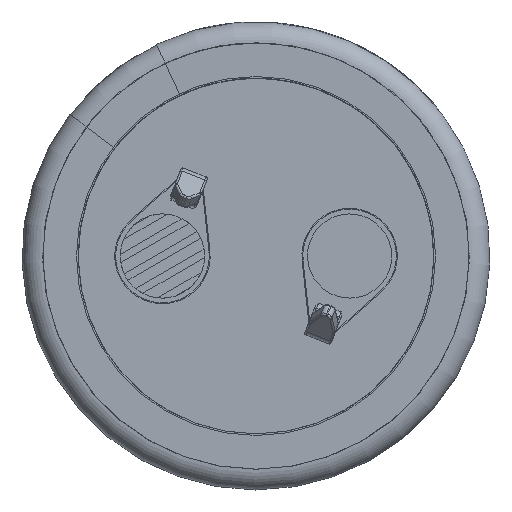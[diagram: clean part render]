
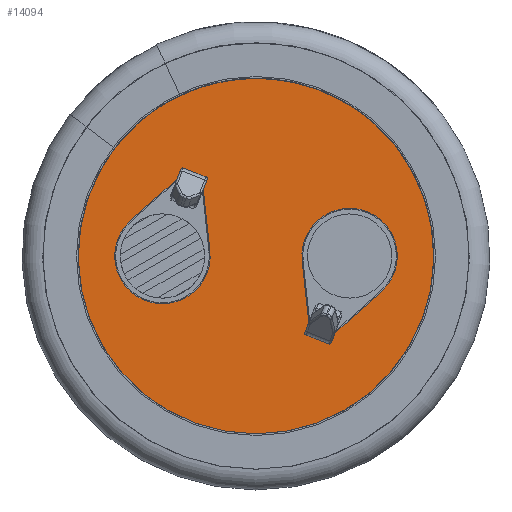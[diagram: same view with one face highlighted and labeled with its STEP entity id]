
A CAD part, front view. The second image highlights one B-rep face of the part: STEP entity #14094.
In plain terms, the highlighted planar face has unit normal (0, -1, 0).
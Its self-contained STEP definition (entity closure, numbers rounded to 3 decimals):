
#892=LINE('',#18181,#1542);
#893=LINE('',#18184,#1543);
#894=LINE('',#18186,#1544);
#895=LINE('',#18189,#1545);
#896=LINE('',#18192,#1546);
#897=LINE('',#18194,#1547);
#1542=VECTOR('',#15734,1000.);
#1543=VECTOR('',#15735,1000.);
#1544=VECTOR('',#15736,1000.);
#1545=VECTOR('',#15739,1000.);
#1546=VECTOR('',#15740,1000.);
#1547=VECTOR('',#15741,1000.);
#2239=ORIENTED_EDGE('',*,*,#5230,.T.);
#2240=ORIENTED_EDGE('',*,*,#5231,.F.);
#2241=ORIENTED_EDGE('',*,*,#5232,.F.);
#2242=ORIENTED_EDGE('',*,*,#5233,.F.);
#2243=ORIENTED_EDGE('',*,*,#5234,.F.);
#2244=ORIENTED_EDGE('',*,*,#5235,.T.);
#2245=ORIENTED_EDGE('',*,*,#5236,.T.);
#2246=ORIENTED_EDGE('',*,*,#5237,.T.);
#2247=ORIENTED_EDGE('',*,*,#5238,.T.);
#5230=EDGE_CURVE('',#6721,#6721,#7665,.T.);
#5231=EDGE_CURVE('',#6722,#6723,#892,.T.);
#5232=EDGE_CURVE('',#6724,#6722,#893,.T.);
#5233=EDGE_CURVE('',#6725,#6724,#894,.T.);
#5234=EDGE_CURVE('',#6723,#6725,#7666,.T.);
#5235=EDGE_CURVE('',#6726,#6727,#895,.T.);
#5236=EDGE_CURVE('',#6727,#6728,#896,.T.);
#5237=EDGE_CURVE('',#6728,#6729,#897,.T.);
#5238=EDGE_CURVE('',#6729,#6726,#7667,.T.);
#6721=VERTEX_POINT('',#18180);
#6722=VERTEX_POINT('',#18182);
#6723=VERTEX_POINT('',#18183);
#6724=VERTEX_POINT('',#18185);
#6725=VERTEX_POINT('',#18187);
#6726=VERTEX_POINT('',#18190);
#6727=VERTEX_POINT('',#18191);
#6728=VERTEX_POINT('',#18193);
#6729=VERTEX_POINT('',#18195);
#7665=CIRCLE('',#14759,9.59);
#7666=CIRCLE('',#14760,2.55);
#7667=CIRCLE('',#14761,2.55);
#8039=EDGE_LOOP('',(#2239));
#8040=EDGE_LOOP('',(#2240,#2241,#2242,#2243));
#8041=EDGE_LOOP('',(#2244,#2245,#2246,#2247));
#8766=FACE_BOUND('',#8039,.T.);
#8767=FACE_BOUND('',#8040,.T.);
#8768=FACE_BOUND('',#8041,.T.);
#9487=PLANE('',#14758);
#14094=ADVANCED_FACE('',(#8766,#8767,#8768),#9487,.T.);
#14758=AXIS2_PLACEMENT_3D('',#18178,#15730,#15731);
#14759=AXIS2_PLACEMENT_3D('',#18179,#15732,#15733);
#14760=AXIS2_PLACEMENT_3D('',#18188,#15737,#15738);
#14761=AXIS2_PLACEMENT_3D('',#18196,#15742,#15743);
#15730=DIRECTION('',(0.,-1.,0.));
#15731=DIRECTION('',(0.,0.,-1.));
#15732=DIRECTION('',(0.,-1.,0.));
#15733=DIRECTION('',(0.,0.,-1.));
#15734=DIRECTION('',(-0.748,0.,-0.664));
#15735=DIRECTION('',(-0.933,0.,0.36));
#15736=DIRECTION('',(-0.108,0.,0.994));
#15737=DIRECTION('',(0.,-1.,0.));
#15738=DIRECTION('',(0.,0.,1.));
#15739=DIRECTION('',(-0.748,0.,-0.664));
#15740=DIRECTION('',(-0.933,0.,0.36));
#15741=DIRECTION('',(-0.108,0.,0.994));
#15742=DIRECTION('',(0.,1.,0.));
#15743=DIRECTION('',(0.,0.,-1.));
#18178=CARTESIAN_POINT('',(0.,0.,0.));
#18179=CARTESIAN_POINT('',(0.,0.,0.));
#18180=CARTESIAN_POINT('',(0.,0.,-9.59));
#18181=CARTESIAN_POINT('',(-4.27,0.,4.059));
#18182=CARTESIAN_POINT('',(-4.27,0.,4.059));
#18183=CARTESIAN_POINT('',(-6.694,0.,1.906));
#18184=CARTESIAN_POINT('',(-2.814,0.,3.497));
#18185=CARTESIAN_POINT('',(-2.814,0.,3.497));
#18186=CARTESIAN_POINT('',(-2.465,0.,0.274));
#18187=CARTESIAN_POINT('',(-2.465,0.,0.274));
#18188=CARTESIAN_POINT('',(-5.,0.,0.));
#18189=CARTESIAN_POINT('',(6.694,0.,-1.906));
#18190=CARTESIAN_POINT('',(6.694,0.,-1.906));
#18191=CARTESIAN_POINT('',(4.27,0.,-4.059));
#18192=CARTESIAN_POINT('',(4.27,0.,-4.059));
#18193=CARTESIAN_POINT('',(2.814,0.,-3.497));
#18194=CARTESIAN_POINT('',(2.814,0.,-3.497));
#18195=CARTESIAN_POINT('',(2.465,0.,-0.274));
#18196=CARTESIAN_POINT('',(5.,0.,0.));
